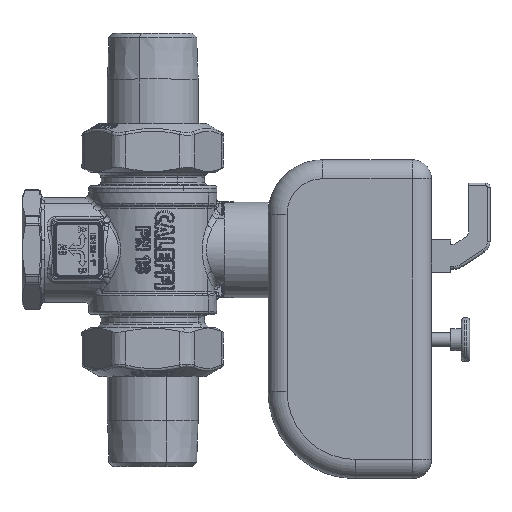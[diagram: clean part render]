
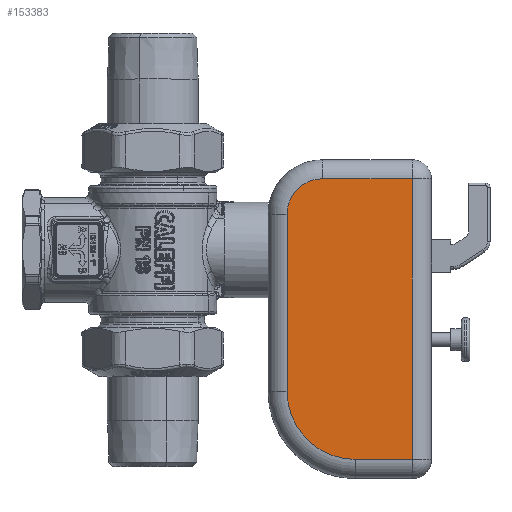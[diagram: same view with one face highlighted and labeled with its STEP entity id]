
A CAD part, top view. The second image highlights one B-rep face of the part: STEP entity #153383.
In plain terms, the highlighted planar face has unit normal (0, 0, 1).
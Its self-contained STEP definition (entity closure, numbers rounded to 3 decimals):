
#153099=CARTESIAN_POINT('Vertex',(95.299,26.046,34.)) ;
#153102=CARTESIAN_POINT('Line Origine',(95.299,-25.454,34.)) ;
#153106=CARTESIAN_POINT('Vertex',(95.299,-76.954,34.)) ;
#153337=CARTESIAN_POINT('Axis2P3D Location',(42.299,33.046,34.)) ;
#153342=CARTESIAN_POINT('Line Origine',(78.799,26.046,34.)) ;
#153346=CARTESIAN_POINT('Vertex',(62.299,26.046,34.)) ;
#153349=CARTESIAN_POINT('Axis2P3D Location',(62.299,13.046,34.)) ;
#153353=CARTESIAN_POINT('Vertex',(49.299,13.046,34.)) ;
#153356=CARTESIAN_POINT('Line Origine',(49.299,-19.454,34.)) ;
#153360=CARTESIAN_POINT('Vertex',(49.299,-51.954,34.)) ;
#153363=CARTESIAN_POINT('Axis2P3D Location',(74.299,-51.954,34.)) ;
#153367=CARTESIAN_POINT('Vertex',(74.299,-76.954,34.)) ;
#153370=CARTESIAN_POINT('Line Origine',(84.799,-76.954,34.)) ;
#153104=VECTOR('Line Direction',#153103,1.) ;
#153344=VECTOR('Line Direction',#153343,1.) ;
#153358=VECTOR('Line Direction',#153357,1.) ;
#153372=VECTOR('Line Direction',#153371,1.) ;
#153103=DIRECTION('Vector Direction',(0.,-1.,0.)) ;
#153338=DIRECTION('Axis2P3D Direction',(0.,0.,-1.)) ;
#153339=DIRECTION('Axis2P3D XDirection',(0.,1.,0.)) ;
#153343=DIRECTION('Vector Direction',(-1.,0.,0.)) ;
#153350=DIRECTION('Axis2P3D Direction',(0.,0.,-1.)) ;
#153357=DIRECTION('Vector Direction',(0.,1.,0.)) ;
#153364=DIRECTION('Axis2P3D Direction',(0.,0.,-1.)) ;
#153371=DIRECTION('Vector Direction',(1.,0.,0.)) ;
#153340=AXIS2_PLACEMENT_3D('Plane Axis2P3D',#153337,#153338,#153339) ;
#153351=AXIS2_PLACEMENT_3D('Circle Axis2P3D',#153349,#153350,$) ;
#153365=AXIS2_PLACEMENT_3D('Circle Axis2P3D',#153363,#153364,$) ;
#153105=LINE('Line',#153102,#153104) ;
#153345=LINE('Line',#153342,#153344) ;
#153359=LINE('Line',#153356,#153358) ;
#153373=LINE('Line',#153370,#153372) ;
#153352=CIRCLE('generated circle',#153351,13.) ;
#153366=CIRCLE('generated circle',#153365,25.) ;
#153341=PLANE('',#153340) ;
#153108=EDGE_CURVE('',#153100,#153107,#153105,.T.) ;
#153348=EDGE_CURVE('',#153347,#153100,#153345,.F.) ;
#153355=EDGE_CURVE('',#153354,#153347,#153352,.T.) ;
#153362=EDGE_CURVE('',#153361,#153354,#153359,.T.) ;
#153369=EDGE_CURVE('',#153368,#153361,#153366,.T.) ;
#153374=EDGE_CURVE('',#153107,#153368,#153373,.F.) ;
#153376=ORIENTED_EDGE('',*,*,#153348,.F.) ;
#153377=ORIENTED_EDGE('',*,*,#153355,.F.) ;
#153378=ORIENTED_EDGE('',*,*,#153362,.F.) ;
#153379=ORIENTED_EDGE('',*,*,#153369,.F.) ;
#153380=ORIENTED_EDGE('',*,*,#153374,.F.) ;
#153381=ORIENTED_EDGE('',*,*,#153108,.F.) ;
#153375=EDGE_LOOP('',(#153376,#153377,#153378,#153379,#153380,#153381)) ;
#153100=VERTEX_POINT('',#153099) ;
#153107=VERTEX_POINT('',#153106) ;
#153347=VERTEX_POINT('',#153346) ;
#153354=VERTEX_POINT('',#153353) ;
#153361=VERTEX_POINT('',#153360) ;
#153368=VERTEX_POINT('',#153367) ;
#153383=ADVANCED_FACE('PartBody',(#153382),#153341,.F.) ;
#153382=FACE_OUTER_BOUND('',#153375,.T.) ;
